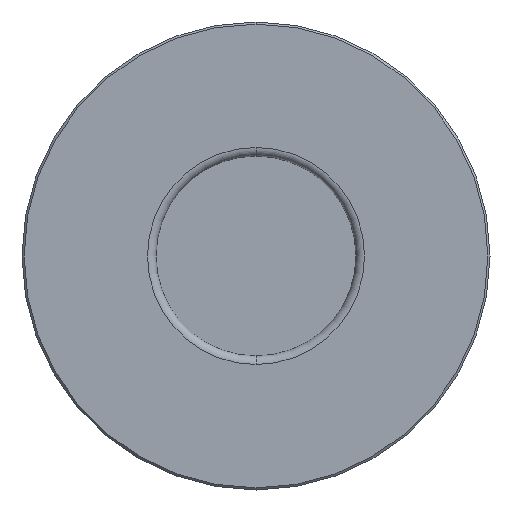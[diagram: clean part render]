
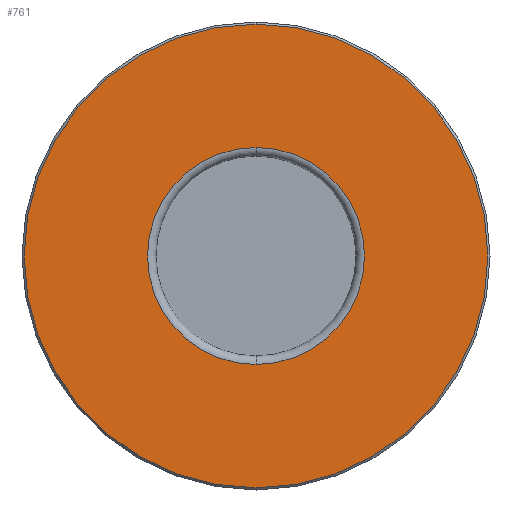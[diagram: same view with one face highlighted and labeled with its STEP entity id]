
A CAD part, front view. The second image highlights one B-rep face of the part: STEP entity #761.
In plain terms, the highlighted planar face has unit normal (0, -1, 0).
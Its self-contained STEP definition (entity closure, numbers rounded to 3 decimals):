
#13 = EDGE_CURVE ( 'NONE', #779, #181, #410, .T. ) ;
#14 = DIRECTION ( 'NONE',  ( 0., 0., -1. ) ) ;
#31 = EDGE_CURVE ( 'NONE', #181, #779, #571, .T. ) ;
#59 = EDGE_LOOP ( 'NONE', ( #214, #60 ) ) ;
#60 = ORIENTED_EDGE ( 'NONE', *, *, #257, .T. ) ;
#123 = CIRCLE ( 'NONE', #600, 54.5 ) ;
#132 = CIRCLE ( 'NONE', #664, 54.5 ) ;
#136 = CARTESIAN_POINT ( 'NONE',  ( 0., 0., -25.5 ) ) ;
#155 = FACE_OUTER_BOUND ( 'NONE', #59, .T. ) ;
#158 = DIRECTION ( 'NONE',  ( 0., 0., -1. ) ) ;
#181 = VERTEX_POINT ( 'NONE', #136 ) ;
#207 = DIRECTION ( 'NONE',  ( 0., 0., -1. ) ) ;
#214 = ORIENTED_EDGE ( 'NONE', *, *, #842, .T. ) ;
#215 = DIRECTION ( 'NONE',  ( 0., 0., -1. ) ) ;
#255 = AXIS2_PLACEMENT_3D ( 'NONE', #423, #563, #158 ) ;
#257 = EDGE_CURVE ( 'NONE', #428, #697, #132, .T. ) ;
#269 = AXIS2_PLACEMENT_3D ( 'NONE', #486, #612, #14 ) ;
#283 = CARTESIAN_POINT ( 'NONE',  ( 0., 0., 25.5 ) ) ;
#337 = CARTESIAN_POINT ( 'NONE',  ( 0., 0., 0. ) ) ;
#349 = DIRECTION ( 'NONE',  ( 0., -1., 0. ) ) ;
#387 = ORIENTED_EDGE ( 'NONE', *, *, #13, .F. ) ;
#410 = CIRCLE ( 'NONE', #474, 25.5 ) ;
#423 = CARTESIAN_POINT ( 'NONE',  ( 0., 0., 0. ) ) ;
#428 = VERTEX_POINT ( 'NONE', #576 ) ;
#474 = AXIS2_PLACEMENT_3D ( 'NONE', #337, #485, #207 ) ;
#485 = DIRECTION ( 'NONE',  ( 0., -1., 0. ) ) ;
#486 = CARTESIAN_POINT ( 'NONE',  ( 25.5, 0., 0. ) ) ;
#490 = DIRECTION ( 'NONE',  ( 0., 0., -1. ) ) ;
#512 = EDGE_LOOP ( 'NONE', ( #556, #387 ) ) ;
#556 = ORIENTED_EDGE ( 'NONE', *, *, #31, .F. ) ;
#563 = DIRECTION ( 'NONE',  ( 0., -1., 0. ) ) ;
#571 = CIRCLE ( 'NONE', #255, 25.5 ) ;
#576 = CARTESIAN_POINT ( 'NONE',  ( 0., 0., -54.5 ) ) ;
#600 = AXIS2_PLACEMENT_3D ( 'NONE', #671, #349, #215 ) ;
#612 = DIRECTION ( 'NONE',  ( 0., -1., 0. ) ) ;
#624 = DIRECTION ( 'NONE',  ( 0., -1., 0. ) ) ;
#664 = AXIS2_PLACEMENT_3D ( 'NONE', #684, #624, #490 ) ;
#671 = CARTESIAN_POINT ( 'NONE',  ( 0., 0., 0. ) ) ;
#684 = CARTESIAN_POINT ( 'NONE',  ( 0., 0., 0. ) ) ;
#697 = VERTEX_POINT ( 'NONE', #722 ) ;
#722 = CARTESIAN_POINT ( 'NONE',  ( 0., 0., 54.5 ) ) ;
#741 = PLANE ( 'NONE',  #269 ) ;
#761 = ADVANCED_FACE ( 'NONE', ( #155, #803 ), #741, .T. ) ;
#779 = VERTEX_POINT ( 'NONE', #283 ) ;
#803 = FACE_BOUND ( 'NONE', #512, .T. ) ;
#842 = EDGE_CURVE ( 'NONE', #697, #428, #123, .T. ) ;
